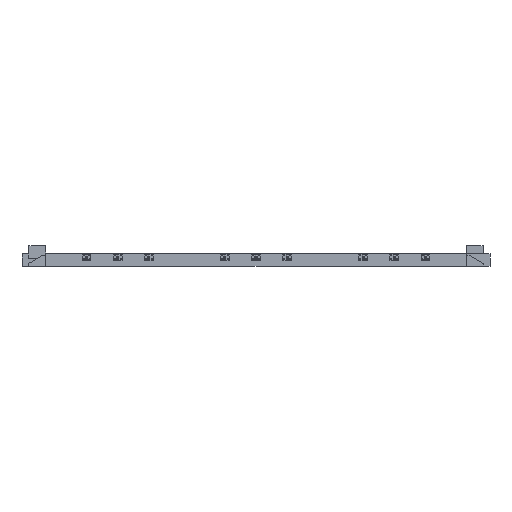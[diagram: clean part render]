
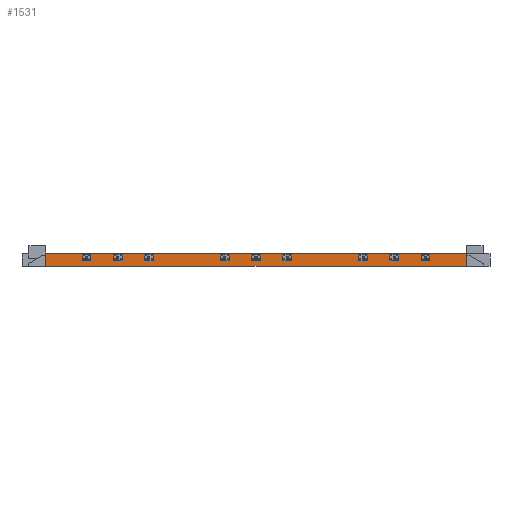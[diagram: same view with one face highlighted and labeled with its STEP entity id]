
A CAD part, front view. The second image highlights one B-rep face of the part: STEP entity #1531.
In plain terms, the highlighted planar face has unit normal (0, -1, 0).
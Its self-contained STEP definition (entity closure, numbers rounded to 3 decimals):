
#1511=AXIS2_PLACEMENT_3D('Plane Axis2P3D',#1508,#1509,#1510) ;
#1431=CARTESIAN_POINT('Vertex',(-1522.,-1022.,-22.)) ;
#1434=CARTESIAN_POINT('Line Origine',(-1522.,-1022.,24.)) ;
#1438=CARTESIAN_POINT('Vertex',(-1522.,-1022.,70.)) ;
#1493=CARTESIAN_POINT('Vertex',(1522.,-1022.,-22.)) ;
#1496=CARTESIAN_POINT('Line Origine',(0.,-1022.,-22.)) ;
#1508=CARTESIAN_POINT('Axis2P3D Location',(1522.,-1022.,0.)) ;
#1513=CARTESIAN_POINT('Line Origine',(1522.,-1022.,24.)) ;
#1517=CARTESIAN_POINT('Vertex',(1522.,-1022.,70.)) ;
#1520=CARTESIAN_POINT('Line Origine',(0.,-1022.,70.)) ;
#1435=DIRECTION('Vector Direction',(0.,0.,1.)) ;
#1497=DIRECTION('Vector Direction',(-1.,0.,0.)) ;
#1509=DIRECTION('Axis2P3D Direction',(0.,1.,-0.)) ;
#1510=DIRECTION('Axis2P3D XDirection',(-1.,0.,0.)) ;
#1514=DIRECTION('Vector Direction',(0.,0.,1.)) ;
#1521=DIRECTION('Vector Direction',(-1.,0.,0.)) ;
#1436=VECTOR('Line Direction',#1435,1.) ;
#1498=VECTOR('Line Direction',#1497,1.) ;
#1515=VECTOR('Line Direction',#1514,1.) ;
#1522=VECTOR('Line Direction',#1521,1.) ;
#1526=ORIENTED_EDGE('',*,*,#1440,.F.) ;
#1527=ORIENTED_EDGE('',*,*,#1500,.T.) ;
#1528=ORIENTED_EDGE('',*,*,#1519,.T.) ;
#1529=ORIENTED_EDGE('',*,*,#1524,.F.) ;
#1531=ADVANCED_FACE('Corps principal',(#1530),#1512,.F.) ;
#1440=EDGE_CURVE('',#1432,#1439,#1437,.T.) ;
#1500=EDGE_CURVE('',#1432,#1494,#1499,.F.) ;
#1519=EDGE_CURVE('',#1494,#1518,#1516,.T.) ;
#1524=EDGE_CURVE('',#1439,#1518,#1523,.F.) ;
#1525=EDGE_LOOP('',(#1526,#1527,#1528,#1529)) ;
#1530=FACE_OUTER_BOUND('',#1525,.T.) ;
#1437=LINE('Line',#1434,#1436) ;
#1499=LINE('Line',#1496,#1498) ;
#1516=LINE('Line',#1513,#1515) ;
#1523=LINE('Line',#1520,#1522) ;
#1512=PLANE('Plane',#1511) ;
#1432=VERTEX_POINT('',#1431) ;
#1439=VERTEX_POINT('',#1438) ;
#1494=VERTEX_POINT('',#1493) ;
#1518=VERTEX_POINT('',#1517) ;
